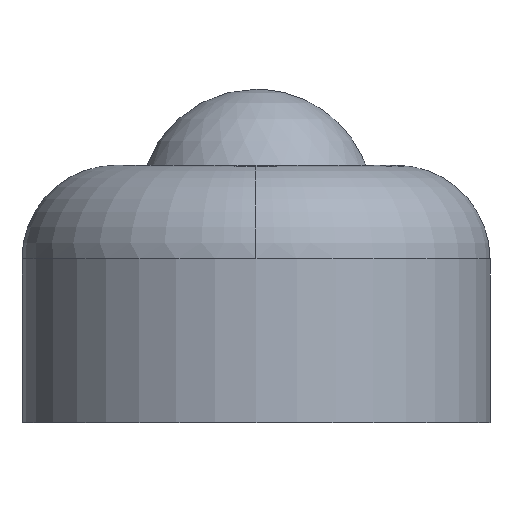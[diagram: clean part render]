
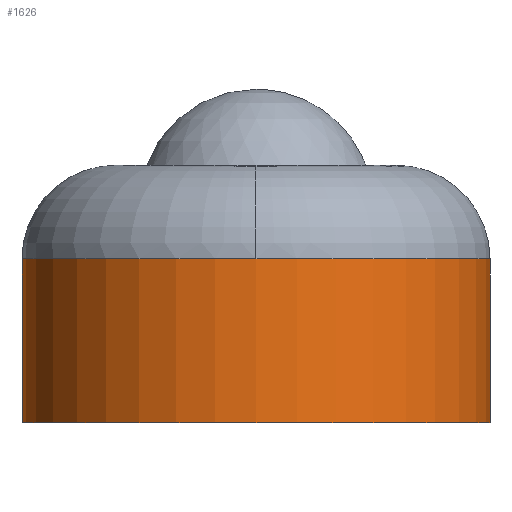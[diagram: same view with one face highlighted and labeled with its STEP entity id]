
A CAD part, front view. The second image highlights one B-rep face of the part: STEP entity #1626.
In plain terms, the highlighted cylindrical face has radius 20 mm (diameter 40 mm), a partial arc.
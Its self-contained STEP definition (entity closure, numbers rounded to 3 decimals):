
#12 = DIRECTION ( 'NONE',  ( 0., -1., 0. ) ) ;
#333 = EDGE_LOOP ( 'NONE', ( #3988, #5147, #4943, #806 ) ) ;
#493 = VECTOR ( 'NONE', #3630, 1000. ) ;
#650 = CARTESIAN_POINT ( 'NONE',  ( -20., 14., 44.75 ) ) ;
#772 = EDGE_CURVE ( 'NONE', #5103, #5661, #3249, .T. ) ;
#806 = ORIENTED_EDGE ( 'NONE', *, *, #4978, .T. ) ;
#1014 = AXIS2_PLACEMENT_3D ( 'NONE', #2832, #12, #2423 ) ;
#1143 = DIRECTION ( 'NONE',  ( 0., 1., 0. ) ) ;
#1394 = VERTEX_POINT ( 'NONE', #1941 ) ;
#1533 = CARTESIAN_POINT ( 'NONE',  ( 0., 0., 44.75 ) ) ;
#1626 = ADVANCED_FACE ( 'NONE', ( #1942 ), #5262, .T. ) ;
#1746 = LINE ( 'NONE', #3539, #5036 ) ;
#1833 = CARTESIAN_POINT ( 'NONE',  ( -20., 14., 44.75 ) ) ;
#1941 = CARTESIAN_POINT ( 'NONE',  ( 20., 14., 44.75 ) ) ;
#1942 = FACE_OUTER_BOUND ( 'NONE', #333, .T. ) ;
#2152 = EDGE_CURVE ( 'NONE', #1394, #5661, #1746, .T. ) ;
#2423 = DIRECTION ( 'NONE',  ( 0., 0., -1. ) ) ;
#2832 = CARTESIAN_POINT ( 'NONE',  ( 0., 14., 44.75 ) ) ;
#3249 = CIRCLE ( 'NONE', #5694, 20. ) ;
#3256 = CARTESIAN_POINT ( 'NONE',  ( -20., 0., 44.75 ) ) ;
#3421 = DIRECTION ( 'NONE',  ( 0., 0., 1. ) ) ;
#3478 = DIRECTION ( 'NONE',  ( 0., 0., 1. ) ) ;
#3509 = DIRECTION ( 'NONE',  ( 0., 1., 0. ) ) ;
#3536 = CARTESIAN_POINT ( 'NONE',  ( 0., 14., 44.75 ) ) ;
#3539 = CARTESIAN_POINT ( 'NONE',  ( 20., 14., 44.75 ) ) ;
#3630 = DIRECTION ( 'NONE',  ( 0., -1., 0. ) ) ;
#3988 = ORIENTED_EDGE ( 'NONE', *, *, #772, .T. ) ;
#4221 = VERTEX_POINT ( 'NONE', #650 ) ;
#4275 = CARTESIAN_POINT ( 'NONE',  ( 20., 0., 44.75 ) ) ;
#4429 = AXIS2_PLACEMENT_3D ( 'NONE', #3536, #3509, #3478 ) ;
#4879 = DIRECTION ( 'NONE',  ( 0., -1., 0. ) ) ;
#4943 = ORIENTED_EDGE ( 'NONE', *, *, #5273, .F. ) ;
#4978 = EDGE_CURVE ( 'NONE', #4221, #5103, #6007, .T. ) ;
#5036 = VECTOR ( 'NONE', #4879, 1000. ) ;
#5103 = VERTEX_POINT ( 'NONE', #3256 ) ;
#5147 = ORIENTED_EDGE ( 'NONE', *, *, #2152, .F. ) ;
#5262 = CYLINDRICAL_SURFACE ( 'NONE', #1014, 20. ) ;
#5273 = EDGE_CURVE ( 'NONE', #4221, #1394, #5592, .T. ) ;
#5592 = CIRCLE ( 'NONE', #4429, 20. ) ;
#5661 = VERTEX_POINT ( 'NONE', #4275 ) ;
#5694 = AXIS2_PLACEMENT_3D ( 'NONE', #1533, #1143, #3421 ) ;
#6007 = LINE ( 'NONE', #1833, #493 ) ;
